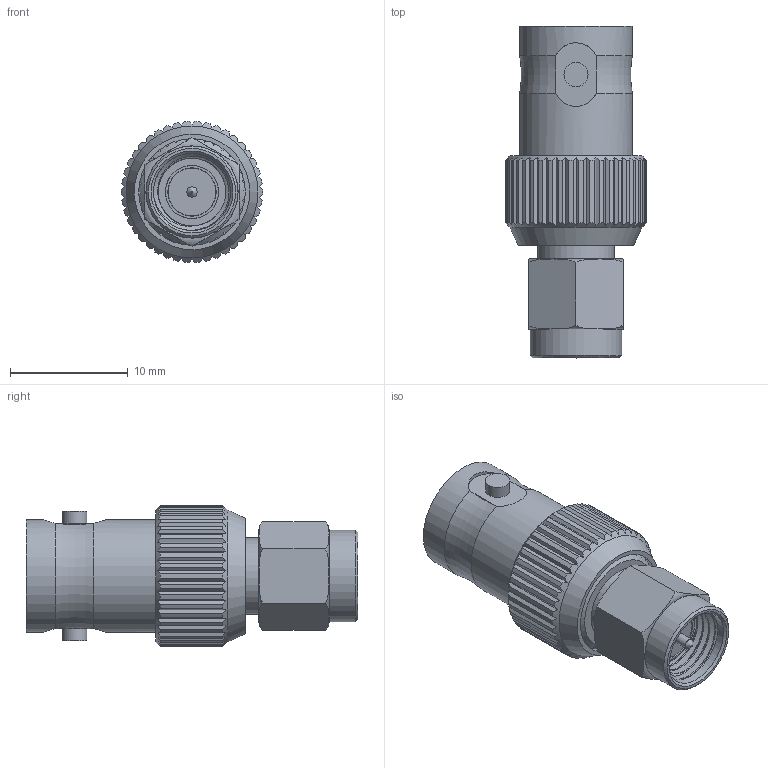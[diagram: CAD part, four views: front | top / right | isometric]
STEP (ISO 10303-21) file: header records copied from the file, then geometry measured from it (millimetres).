
FILE_DESCRIPTION(/* description */ ('Unknown'),/* implementation_level */ '2;1');
FILE_NAME(/* name */ '64403207111000',/* time_stamp */ '2023-03-06T11:06:52+01:00',/* author */ ('Unknown'),/* organization */ ('Unknown'),/* preprocessor_version */ 'ST-DEVELOPER v16.7',/* originating_system */ 'Solid Edge',/* authorisation */ 'Unknown');
FILE_SCHEMA (('AUTOMOTIVE_DESIGN {1 0 10303 214 3 1 1}'));
Length unit declared in the file: millimetre
Products named in the file (1): 64403207111000
Bounding box: 12 x 28.17 x 11.99 mm (x, y, z)
Volume: 1555.8 mm3; surface area: 2252.9 mm2
Topology: 1 solids, 1 shells, 340 faces, 966 edges, 613 vertices
Faces by surface type: plane 201, cylinder 74, cone 51, bspline 10, torus 4
Full cylindrical faces by diameter (mm): 0.9 x1, 2.05 x2, 2.2 x1, 4.05 x1, 4.1 x1, 4.5 x1, 4.65 x1, 4.7 x1, 6.5 x3, 6.55 x6, 6.7 x1, 7.8 x1, 8 x1, 8.72 x1, 9.05 x1, 9.58 x2
Entity records: 13974 total; most frequent: CARTESIAN_POINT 3575, ORIENTED_EDGE 1798, DIRECTION 1456, EDGE_CURVE 899, AXIS2_PLACEMENT_3D 596, VERTEX_POINT 585, EDGE_LOOP 426, FACE_BOUND 426
